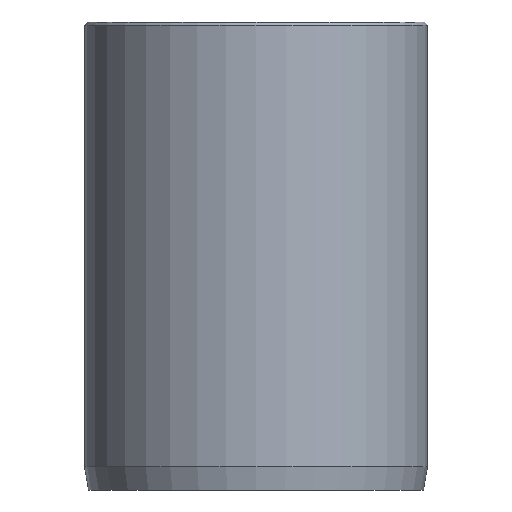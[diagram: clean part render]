
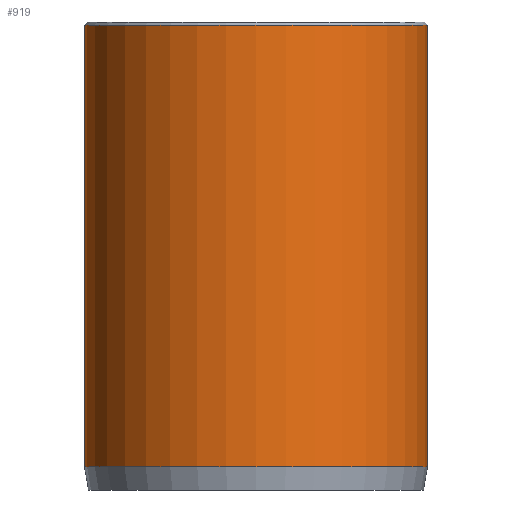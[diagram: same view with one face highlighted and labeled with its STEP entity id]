
A CAD part, front view. The second image highlights one B-rep face of the part: STEP entity #919.
In plain terms, the highlighted cylindrical face has radius 11 mm (diameter 22 mm), a partial arc.
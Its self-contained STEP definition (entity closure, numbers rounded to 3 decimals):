
#21 = EDGE_CURVE ( 'NONE', #293, #237, #460, .T. ) ;
#29 = DIRECTION ( 'NONE',  ( -1., 0., 0. ) ) ;
#35 = DIRECTION ( 'NONE',  ( 1., 0., 0. ) ) ;
#110 = ORIENTED_EDGE ( 'NONE', *, *, #21, .T. ) ;
#175 = CARTESIAN_POINT ( 'NONE',  ( 0., 0., 1.5 ) ) ;
#182 = VECTOR ( 'NONE', #789, 1000. ) ;
#207 = VERTEX_POINT ( 'NONE', #283 ) ;
#227 = DIRECTION ( 'NONE',  ( 0., 0., -1. ) ) ;
#237 = VERTEX_POINT ( 'NONE', #448 ) ;
#244 = CARTESIAN_POINT ( 'NONE',  ( 0., 0., 29.8 ) ) ;
#261 = CIRCLE ( 'NONE', #1263, 11. ) ;
#268 = EDGE_CURVE ( 'NONE', #1090, #293, #261, .T. ) ;
#273 = DIRECTION ( 'NONE',  ( 1., 0., 0. ) ) ;
#283 = CARTESIAN_POINT ( 'NONE',  ( 11., 0., 1.5 ) ) ;
#293 = VERTEX_POINT ( 'NONE', #557 ) ;
#334 = LINE ( 'NONE', #823, #845 ) ;
#367 = EDGE_LOOP ( 'NONE', ( #959, #594, #110, #873 ) ) ;
#448 = CARTESIAN_POINT ( 'NONE',  ( -11., 0., 1.5 ) ) ;
#460 = LINE ( 'NONE', #843, #182 ) ;
#507 = FACE_OUTER_BOUND ( 'NONE', #367, .T. ) ;
#533 = DIRECTION ( 'NONE',  ( 0., 0., -1. ) ) ;
#553 = EDGE_CURVE ( 'NONE', #237, #207, #1130, .T. ) ;
#557 = CARTESIAN_POINT ( 'NONE',  ( -11., 0., 29.8 ) ) ;
#575 = AXIS2_PLACEMENT_3D ( 'NONE', #175, #876, #273 ) ;
#594 = ORIENTED_EDGE ( 'NONE', *, *, #268, .T. ) ;
#756 = CARTESIAN_POINT ( 'NONE',  ( 0., 0., 30. ) ) ;
#789 = DIRECTION ( 'NONE',  ( 0., 0., -1. ) ) ;
#823 = CARTESIAN_POINT ( 'NONE',  ( 11., 0., 30. ) ) ;
#843 = CARTESIAN_POINT ( 'NONE',  ( -11., 0., 30. ) ) ;
#844 = DIRECTION ( 'NONE',  ( 0., 0., -1. ) ) ;
#845 = VECTOR ( 'NONE', #533, 1000. ) ;
#873 = ORIENTED_EDGE ( 'NONE', *, *, #553, .T. ) ;
#876 = DIRECTION ( 'NONE',  ( 0., 0., 1. ) ) ;
#919 = ADVANCED_FACE ( 'NONE', ( #507 ), #1030, .T. ) ;
#934 = AXIS2_PLACEMENT_3D ( 'NONE', #756, #844, #29 ) ;
#959 = ORIENTED_EDGE ( 'NONE', *, *, #1056, .F. ) ;
#1030 = CYLINDRICAL_SURFACE ( 'NONE', #934, 11. ) ;
#1056 = EDGE_CURVE ( 'NONE', #1090, #207, #334, .T. ) ;
#1090 = VERTEX_POINT ( 'NONE', #1116 ) ;
#1116 = CARTESIAN_POINT ( 'NONE',  ( 11., 0., 29.8 ) ) ;
#1130 = CIRCLE ( 'NONE', #575, 11. ) ;
#1263 = AXIS2_PLACEMENT_3D ( 'NONE', #244, #227, #35 ) ;
